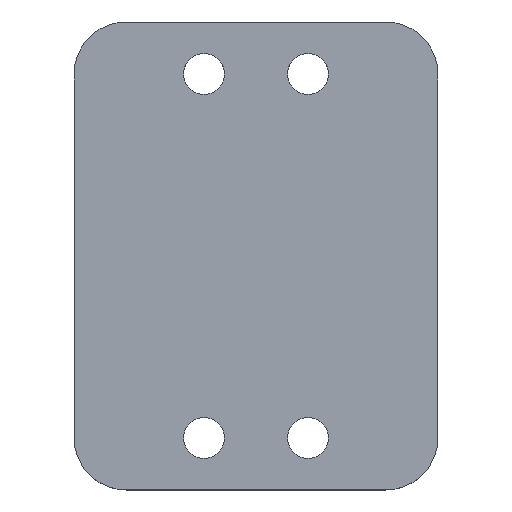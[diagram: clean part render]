
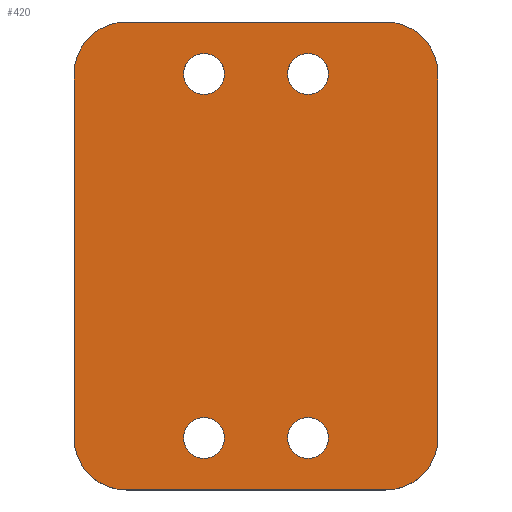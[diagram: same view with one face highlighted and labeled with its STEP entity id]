
A CAD part, top view. The second image highlights one B-rep face of the part: STEP entity #420.
In plain terms, the highlighted planar face has unit normal (0, 0, 1).
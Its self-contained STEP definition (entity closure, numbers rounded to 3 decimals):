
#37 = VERTEX_POINT('',#38);
#38 = CARTESIAN_POINT('',(148.59,-111.76,0.));
#55 = VERTEX_POINT('',#56);
#56 = CARTESIAN_POINT('',(148.59,-102.87,0.));
#62 = EDGE_CURVE('',#37,#55,#63,.T.);
#63 = LINE('',#64,#65);
#64 = CARTESIAN_POINT('',(148.59,-111.76,0.));
#65 = VECTOR('',#66,1.);
#66 = DIRECTION('',(0.,1.,0.));
#87 = VERTEX_POINT('',#88);
#88 = CARTESIAN_POINT('',(147.32,-113.03,0.));
#94 = EDGE_CURVE('',#37,#87,#95,.T.);
#95 = CIRCLE('',#96,1.27);
#96 = AXIS2_PLACEMENT_3D('',#97,#98,#99);
#97 = CARTESIAN_POINT('',(147.32,-111.76,0.));
#98 = DIRECTION('',(0.,0.,-1.));
#99 = DIRECTION('',(1.,0.,0.));
#110 = VERTEX_POINT('',#111);
#111 = CARTESIAN_POINT('',(147.32,-101.6,0.));
#127 = EDGE_CURVE('',#110,#55,#128,.T.);
#128 = CIRCLE('',#129,1.27);
#129 = AXIS2_PLACEMENT_3D('',#130,#131,#132);
#130 = CARTESIAN_POINT('',(147.32,-102.87,0.));
#131 = DIRECTION('',(0.,0.,-1.));
#132 = DIRECTION('',(0.,1.,0.));
#143 = VERTEX_POINT('',#144);
#144 = CARTESIAN_POINT('',(140.97,-113.03,0.));
#159 = EDGE_CURVE('',#143,#87,#160,.T.);
#160 = LINE('',#161,#162);
#161 = CARTESIAN_POINT('',(140.97,-113.03,0.));
#162 = VECTOR('',#163,1.);
#163 = DIRECTION('',(1.,0.,0.));
#183 = VERTEX_POINT('',#184);
#184 = CARTESIAN_POINT('',(140.97,-101.6,0.));
#190 = EDGE_CURVE('',#110,#183,#191,.T.);
#191 = LINE('',#192,#193);
#192 = CARTESIAN_POINT('',(147.32,-101.6,0.));
#193 = VECTOR('',#194,1.);
#194 = DIRECTION('',(-1.,0.,0.));
#215 = VERTEX_POINT('',#216);
#216 = CARTESIAN_POINT('',(139.7,-111.76,0.));
#222 = EDGE_CURVE('',#143,#215,#223,.T.);
#223 = CIRCLE('',#224,1.27);
#224 = AXIS2_PLACEMENT_3D('',#225,#226,#227);
#225 = CARTESIAN_POINT('',(140.97,-111.76,0.));
#226 = DIRECTION('',(0.,0.,-1.));
#227 = DIRECTION('',(0.,-1.,0.));
#238 = VERTEX_POINT('',#239);
#239 = CARTESIAN_POINT('',(139.7,-102.87,0.));
#255 = EDGE_CURVE('',#238,#183,#256,.T.);
#256 = CIRCLE('',#257,1.27);
#257 = AXIS2_PLACEMENT_3D('',#258,#259,#260);
#258 = CARTESIAN_POINT('',(140.97,-102.87,0.));
#259 = DIRECTION('',(0.,0.,-1.));
#260 = DIRECTION('',(-1.,0.,-0.));
#278 = EDGE_CURVE('',#238,#215,#279,.T.);
#279 = LINE('',#280,#281);
#280 = CARTESIAN_POINT('',(139.7,-102.87,0.));
#281 = VECTOR('',#282,1.);
#282 = DIRECTION('',(0.,-1.,0.));
#293 = VERTEX_POINT('',#294);
#294 = CARTESIAN_POINT('',(143.375,-111.76,0.));
#310 = EDGE_CURVE('',#293,#293,#311,.T.);
#311 = CIRCLE('',#312,0.5);
#312 = AXIS2_PLACEMENT_3D('',#313,#314,#315);
#313 = CARTESIAN_POINT('',(142.875,-111.76,0.));
#314 = DIRECTION('',(0.,0.,1.));
#315 = DIRECTION('',(1.,0.,-0.));
#326 = VERTEX_POINT('',#327);
#327 = CARTESIAN_POINT('',(145.915,-111.76,0.));
#343 = EDGE_CURVE('',#326,#326,#344,.T.);
#344 = CIRCLE('',#345,0.5);
#345 = AXIS2_PLACEMENT_3D('',#346,#347,#348);
#346 = CARTESIAN_POINT('',(145.415,-111.76,0.));
#347 = DIRECTION('',(0.,0.,1.));
#348 = DIRECTION('',(1.,0.,-0.));
#359 = VERTEX_POINT('',#360);
#360 = CARTESIAN_POINT('',(145.915,-102.87,0.));
#376 = EDGE_CURVE('',#359,#359,#377,.T.);
#377 = CIRCLE('',#378,0.5);
#378 = AXIS2_PLACEMENT_3D('',#379,#380,#381);
#379 = CARTESIAN_POINT('',(145.415,-102.87,0.));
#380 = DIRECTION('',(0.,0.,1.));
#381 = DIRECTION('',(1.,0.,-0.));
#392 = VERTEX_POINT('',#393);
#393 = CARTESIAN_POINT('',(143.375,-102.87,0.));
#409 = EDGE_CURVE('',#392,#392,#410,.T.);
#410 = CIRCLE('',#411,0.5);
#411 = AXIS2_PLACEMENT_3D('',#412,#413,#414);
#412 = CARTESIAN_POINT('',(142.875,-102.87,0.));
#413 = DIRECTION('',(0.,0.,1.));
#414 = DIRECTION('',(1.,0.,-0.));
#420 = ADVANCED_FACE('',(#421,#431,#434,#437,#440),#443,.F.);
#421 = FACE_BOUND('',#422,.F.);
#422 = EDGE_LOOP('',(#423,#424,#425,#426,#427,#428,#429,#430));
#423 = ORIENTED_EDGE('',*,*,#62,.F.);
#424 = ORIENTED_EDGE('',*,*,#94,.T.);
#425 = ORIENTED_EDGE('',*,*,#159,.F.);
#426 = ORIENTED_EDGE('',*,*,#222,.T.);
#427 = ORIENTED_EDGE('',*,*,#278,.F.);
#428 = ORIENTED_EDGE('',*,*,#255,.T.);
#429 = ORIENTED_EDGE('',*,*,#190,.F.);
#430 = ORIENTED_EDGE('',*,*,#127,.T.);
#431 = FACE_BOUND('',#432,.F.);
#432 = EDGE_LOOP('',(#433));
#433 = ORIENTED_EDGE('',*,*,#310,.T.);
#434 = FACE_BOUND('',#435,.F.);
#435 = EDGE_LOOP('',(#436));
#436 = ORIENTED_EDGE('',*,*,#343,.T.);
#437 = FACE_BOUND('',#438,.F.);
#438 = EDGE_LOOP('',(#439));
#439 = ORIENTED_EDGE('',*,*,#376,.T.);
#440 = FACE_BOUND('',#441,.F.);
#441 = EDGE_LOOP('',(#442));
#442 = ORIENTED_EDGE('',*,*,#409,.T.);
#443 = PLANE('',#444);
#444 = AXIS2_PLACEMENT_3D('',#445,#446,#447);
#445 = CARTESIAN_POINT('',(148.59,-111.76,0.));
#446 = DIRECTION('',(0.,0.,-1.));
#447 = DIRECTION('',(-1.,0.,-0.));
